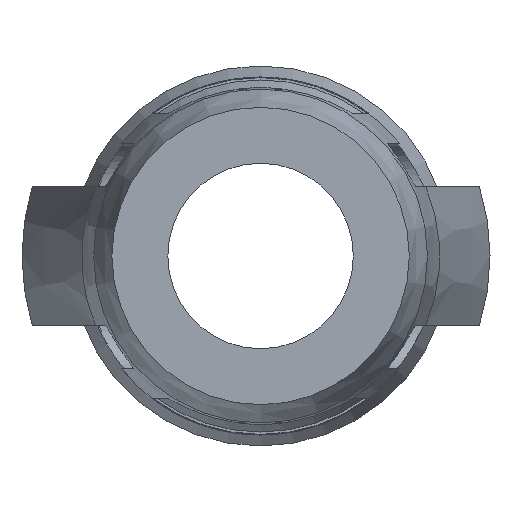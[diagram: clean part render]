
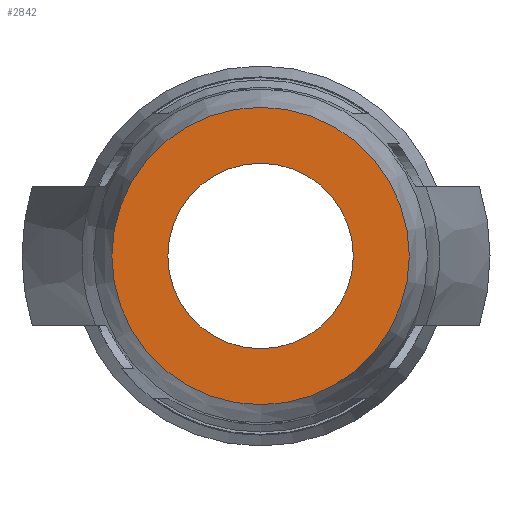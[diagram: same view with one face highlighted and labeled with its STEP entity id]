
A CAD part, left-side view. The second image highlights one B-rep face of the part: STEP entity #2842.
In plain terms, the highlighted planar face has unit normal (-1, 0, 0).
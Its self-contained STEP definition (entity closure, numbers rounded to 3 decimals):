
#280=CIRCLE('',#3100,2.45);
#281=CIRCLE('',#3101,1.527);
#767=ORIENTED_EDGE('',*,*,#1526,.F.);
#768=ORIENTED_EDGE('',*,*,#1527,.T.);
#1526=EDGE_CURVE('',#1871,#1871,#280,.T.);
#1527=EDGE_CURVE('',#1872,#1872,#281,.T.);
#1871=VERTEX_POINT('',#5289);
#1872=VERTEX_POINT('',#5291);
#2360=EDGE_LOOP('',(#767));
#2361=EDGE_LOOP('',(#768));
#2566=FACE_BOUND('',#2360,.T.);
#2567=FACE_BOUND('',#2361,.T.);
#2734=PLANE('',#3099);
#2842=ADVANCED_FACE('',(#2566,#2567),#2734,.F.);
#3099=AXIS2_PLACEMENT_3D('',#5287,#3674,#3675);
#3100=AXIS2_PLACEMENT_3D('',#5288,#3676,#3677);
#3101=AXIS2_PLACEMENT_3D('',#5290,#3678,#3679);
#3674=DIRECTION('',(1.,0.,0.));
#3675=DIRECTION('',(0.,0.,-1.));
#3676=DIRECTION('',(1.,0.,0.));
#3677=DIRECTION('',(0.,0.,-1.));
#3678=DIRECTION('',(1.,0.,0.));
#3679=DIRECTION('',(0.,0.,-1.));
#5287=CARTESIAN_POINT('',(-50.,0.,0.));
#5288=CARTESIAN_POINT('',(-50.,0.,0.));
#5289=CARTESIAN_POINT('',(-50.,0.,-2.45));
#5290=CARTESIAN_POINT('',(-50.,0.,0.));
#5291=CARTESIAN_POINT('',(-50.,0.,-1.527));
